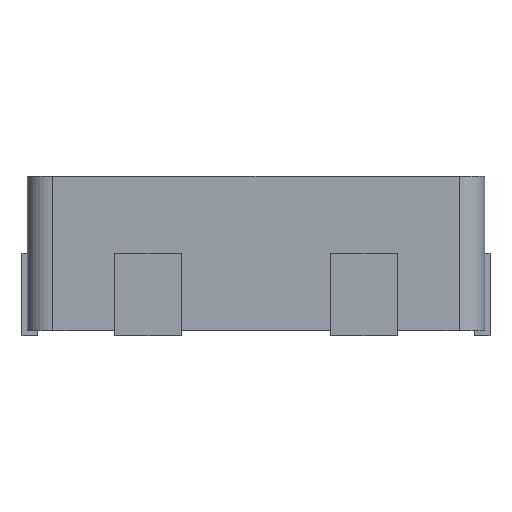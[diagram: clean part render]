
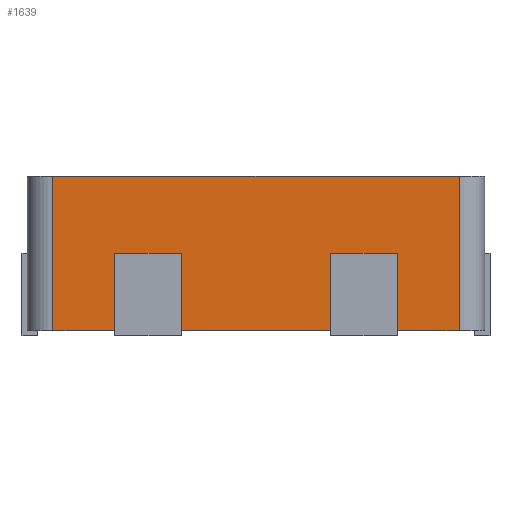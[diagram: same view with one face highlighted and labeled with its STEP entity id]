
A CAD part, left-side view. The second image highlights one B-rep face of the part: STEP entity #1639.
In plain terms, the highlighted planar face has unit normal (-1, 0, 0).
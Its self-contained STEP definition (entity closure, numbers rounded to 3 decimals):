
#365 = DIRECTION ( 'NONE',  ( 0., 1., 0. ) ) ;
#413 = LINE ( 'NONE', #15039, #10801 ) ;
#496 = EDGE_CURVE ( 'NONE', #3521, #14442, #8122, .T. ) ;
#1059 = VERTEX_POINT ( 'NONE', #10479 ) ;
#1188 = LINE ( 'NONE', #5953, #13499 ) ;
#1360 = EDGE_CURVE ( 'NONE', #11542, #4854, #8275, .T. ) ;
#1405 = ORIENTED_EDGE ( 'NONE', *, *, #2554, .F. ) ;
#1639 = ADVANCED_FACE ( 'NONE', ( #13379 ), #7253, .F. ) ;
#1749 = VERTEX_POINT ( 'NONE', #7896 ) ;
#2027 = CARTESIAN_POINT ( 'NONE',  ( -5.95, 1.45, 1.6 ) ) ;
#2071 = CARTESIAN_POINT ( 'NONE',  ( -5.95, 3.95, 3.1 ) ) ;
#2076 = CARTESIAN_POINT ( 'NONE',  ( -5.95, -2.75, 0.1 ) ) ;
#2112 = VECTOR ( 'NONE', #5102, 1000. ) ;
#2195 = VECTOR ( 'NONE', #6758, 1000. ) ;
#2366 = EDGE_CURVE ( 'NONE', #10353, #8453, #1188, .T. ) ;
#2369 = CARTESIAN_POINT ( 'NONE',  ( -5.95, -3.95, 3.1 ) ) ;
#2393 = DIRECTION ( 'NONE',  ( 1., 0., 0. ) ) ;
#2554 = EDGE_CURVE ( 'NONE', #10353, #7576, #9693, .T. ) ;
#2701 = DIRECTION ( 'NONE',  ( 0., 1., 0. ) ) ;
#3435 = DIRECTION ( 'NONE',  ( 0., 1., 0. ) ) ;
#3462 = EDGE_CURVE ( 'NONE', #3521, #4854, #12397, .T. ) ;
#3521 = VERTEX_POINT ( 'NONE', #4597 ) ;
#3524 = CARTESIAN_POINT ( 'NONE',  ( -5.95, 4.45, 0.1 ) ) ;
#3553 = EDGE_CURVE ( 'NONE', #4428, #1059, #9465, .T. ) ;
#3884 = VECTOR ( 'NONE', #11602, 1000. ) ;
#4123 = VECTOR ( 'NONE', #5178, 1000. ) ;
#4147 = DIRECTION ( 'NONE',  ( 0., -1., 0. ) ) ;
#4218 = ORIENTED_EDGE ( 'NONE', *, *, #2366, .T. ) ;
#4336 = ORIENTED_EDGE ( 'NONE', *, *, #14278, .F. ) ;
#4405 = CARTESIAN_POINT ( 'NONE',  ( -5.95, -2.75, 3.1 ) ) ;
#4428 = VERTEX_POINT ( 'NONE', #4505 ) ;
#4479 = ORIENTED_EDGE ( 'NONE', *, *, #10787, .F. ) ;
#4505 = CARTESIAN_POINT ( 'NONE',  ( -5.95, -2.75, 1.6 ) ) ;
#4597 = CARTESIAN_POINT ( 'NONE',  ( -5.95, 3.95, 3.1 ) ) ;
#4820 = CARTESIAN_POINT ( 'NONE',  ( -5.95, 4.45, 0.1 ) ) ;
#4854 = VERTEX_POINT ( 'NONE', #8179 ) ;
#5056 = CARTESIAN_POINT ( 'NONE',  ( -5.95, 3.95, 0.1 ) ) ;
#5102 = DIRECTION ( 'NONE',  ( 0., 0., 1. ) ) ;
#5178 = DIRECTION ( 'NONE',  ( 0., -1., 0. ) ) ;
#5402 = VECTOR ( 'NONE', #3435, 1000. ) ;
#5598 = EDGE_CURVE ( 'NONE', #14442, #8238, #13148, .T. ) ;
#5880 = DIRECTION ( 'NONE',  ( 0., -1., 0. ) ) ;
#5902 = ORIENTED_EDGE ( 'NONE', *, *, #13354, .T. ) ;
#5904 = DIRECTION ( 'NONE',  ( 0., 0., 1. ) ) ;
#5953 = CARTESIAN_POINT ( 'NONE',  ( -5.95, 1.45, 1.6 ) ) ;
#6175 = VECTOR ( 'NONE', #4147, 1000. ) ;
#6245 = ORIENTED_EDGE ( 'NONE', *, *, #1360, .T. ) ;
#6324 = VECTOR ( 'NONE', #365, 1000. ) ;
#6368 = CARTESIAN_POINT ( 'NONE',  ( -5.95, 2.75, 1.6 ) ) ;
#6378 = EDGE_CURVE ( 'NONE', #13927, #11542, #6594, .T. ) ;
#6594 = LINE ( 'NONE', #10046, #4123 ) ;
#6654 = CARTESIAN_POINT ( 'NONE',  ( -5.95, 4.45, 3.1 ) ) ;
#6758 = DIRECTION ( 'NONE',  ( 0., 0., 1. ) ) ;
#7253 = PLANE ( 'NONE',  #13581 ) ;
#7443 = ORIENTED_EDGE ( 'NONE', *, *, #496, .T. ) ;
#7576 = VERTEX_POINT ( 'NONE', #13867 ) ;
#7597 = EDGE_LOOP ( 'NONE', ( #10396, #6245, #11849, #7443, #9985, #5902, #1405, #4218, #9209, #4336, #14261, #4479 ) ) ;
#7896 = CARTESIAN_POINT ( 'NONE',  ( -5.95, -1.45, 0.1 ) ) ;
#8122 = LINE ( 'NONE', #2071, #3884 ) ;
#8179 = CARTESIAN_POINT ( 'NONE',  ( -5.95, -3.95, 3.1 ) ) ;
#8238 = VERTEX_POINT ( 'NONE', #8726 ) ;
#8275 = LINE ( 'NONE', #2369, #13079 ) ;
#8453 = VERTEX_POINT ( 'NONE', #9322 ) ;
#8726 = CARTESIAN_POINT ( 'NONE',  ( -5.95, 2.75, 0.1 ) ) ;
#8735 = LINE ( 'NONE', #6368, #2112 ) ;
#9209 = ORIENTED_EDGE ( 'NONE', *, *, #12789, .T. ) ;
#9322 = CARTESIAN_POINT ( 'NONE',  ( -5.95, 1.45, 0.1 ) ) ;
#9465 = LINE ( 'NONE', #15184, #5402 ) ;
#9693 = LINE ( 'NONE', #12070, #6324 ) ;
#9985 = ORIENTED_EDGE ( 'NONE', *, *, #5598, .T. ) ;
#10046 = CARTESIAN_POINT ( 'NONE',  ( -5.95, 4.45, 0.1 ) ) ;
#10353 = VERTEX_POINT ( 'NONE', #2027 ) ;
#10396 = ORIENTED_EDGE ( 'NONE', *, *, #6378, .T. ) ;
#10418 = DIRECTION ( 'NONE',  ( 0., 0., -1. ) ) ;
#10479 = CARTESIAN_POINT ( 'NONE',  ( -5.95, -1.45, 1.6 ) ) ;
#10718 = DIRECTION ( 'NONE',  ( 0., 0., -1. ) ) ;
#10787 = EDGE_CURVE ( 'NONE', #13927, #4428, #13584, .T. ) ;
#10801 = VECTOR ( 'NONE', #10418, 1000. ) ;
#11287 = CARTESIAN_POINT ( 'NONE',  ( -5.95, -3.95, 0.1 ) ) ;
#11542 = VERTEX_POINT ( 'NONE', #11287 ) ;
#11602 = DIRECTION ( 'NONE',  ( 0., 0., -1. ) ) ;
#11807 = VECTOR ( 'NONE', #5880, 1000. ) ;
#11849 = ORIENTED_EDGE ( 'NONE', *, *, #3462, .F. ) ;
#11918 = DIRECTION ( 'NONE',  ( 0., -1., 0. ) ) ;
#12070 = CARTESIAN_POINT ( 'NONE',  ( -5.95, 1.45, 1.6 ) ) ;
#12397 = LINE ( 'NONE', #6654, #6175 ) ;
#12789 = EDGE_CURVE ( 'NONE', #8453, #1749, #12884, .T. ) ;
#12884 = LINE ( 'NONE', #3524, #11807 ) ;
#13079 = VECTOR ( 'NONE', #5904, 1000. ) ;
#13148 = LINE ( 'NONE', #4820, #14058 ) ;
#13354 = EDGE_CURVE ( 'NONE', #8238, #7576, #8735, .T. ) ;
#13379 = FACE_OUTER_BOUND ( 'NONE', #7597, .T. ) ;
#13499 = VECTOR ( 'NONE', #10718, 1000. ) ;
#13581 = AXIS2_PLACEMENT_3D ( 'NONE', #15396, #2393, #2701 ) ;
#13584 = LINE ( 'NONE', #4405, #2195 ) ;
#13867 = CARTESIAN_POINT ( 'NONE',  ( -5.95, 2.75, 1.6 ) ) ;
#13927 = VERTEX_POINT ( 'NONE', #2076 ) ;
#14058 = VECTOR ( 'NONE', #11918, 1000. ) ;
#14261 = ORIENTED_EDGE ( 'NONE', *, *, #3553, .F. ) ;
#14278 = EDGE_CURVE ( 'NONE', #1059, #1749, #413, .T. ) ;
#14442 = VERTEX_POINT ( 'NONE', #5056 ) ;
#15039 = CARTESIAN_POINT ( 'NONE',  ( -5.95, -1.45, 3.1 ) ) ;
#15184 = CARTESIAN_POINT ( 'NONE',  ( -5.95, 4.45, 1.6 ) ) ;
#15396 = CARTESIAN_POINT ( 'NONE',  ( -5.95, 4.45, 3.1 ) ) ;
